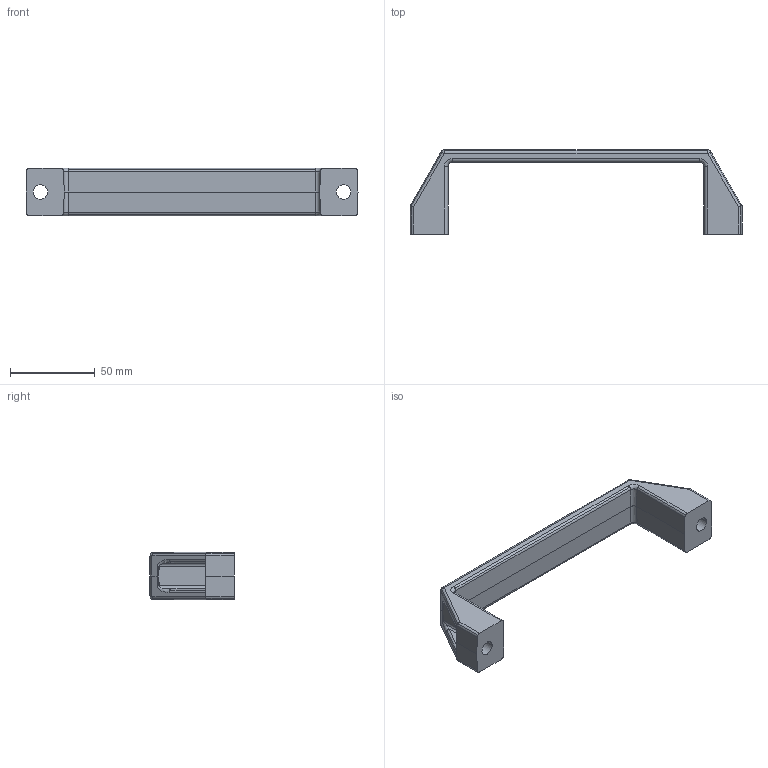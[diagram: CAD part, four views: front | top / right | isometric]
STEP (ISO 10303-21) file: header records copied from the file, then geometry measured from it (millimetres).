
FILE_DESCRIPTION(('STEP AP214'),'1');
FILE_NAME(' ',' ',('TraceParts'),('TraceParts S.A.'),'XStep 1.0',' ',' ');
FILE_SCHEMA(('automotive_design'));
Length unit declared in the file: millimetre
Products named in the file (1): 1
Bounding box: 196 x 50 x 28 mm (x, y, z)
Volume: 64192.7 mm3; surface area: 21740.3 mm2
Topology: 1 solids, 1 shells, 114 faces, 282 edges, 172 vertices
Faces by surface type: cylinder 64, plane 30, torus 8, cone 8, bspline 4
Entity records: 3709 total; most frequent: CARTESIAN_POINT 885, DIRECTION 644, ORIENTED_EDGE 564, EDGE_CURVE 282, AXIS2_PLACEMENT_3D 251, VERTEX_POINT 172, LINE 142, VECTOR 142
